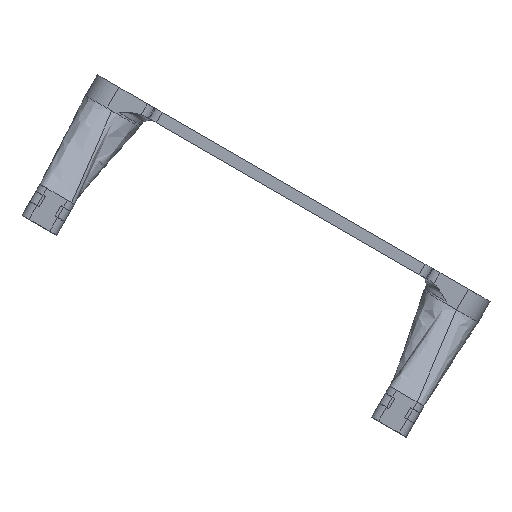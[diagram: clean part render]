
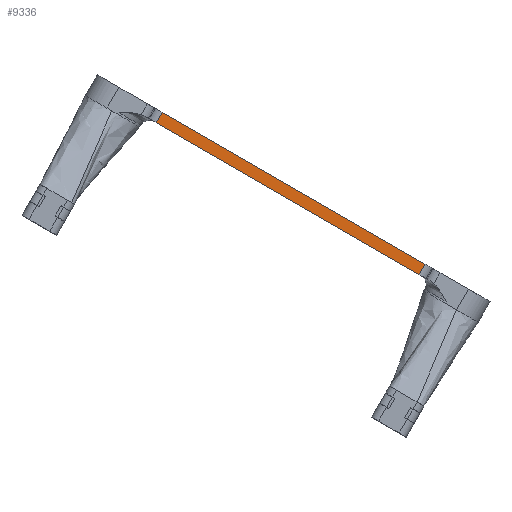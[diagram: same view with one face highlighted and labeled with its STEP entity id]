
A CAD part, left-side view. The second image highlights one B-rep face of the part: STEP entity #9336.
In plain terms, the highlighted planar face has unit normal (-1, 0, 0).
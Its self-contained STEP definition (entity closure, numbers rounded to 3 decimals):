
#3231 = PLANE('',#3232);
#3232 = AXIS2_PLACEMENT_3D('',#3233,#3234,#3235);
#3233 = CARTESIAN_POINT('',(224.277,-66.913,
    203.094));
#3234 = DIRECTION('',(0.,-0.5,0.866)
  );
#3235 = DIRECTION('',(-1.,0.,0.));
#3387 = VERTEX_POINT('',#3388);
#3388 = CARTESIAN_POINT('',(216.777,-45.082,
    215.699));
#3407 = CYLINDRICAL_SURFACE('',#3408,5.);
#3408 = AXIS2_PLACEMENT_3D('',#3409,#3410,#3411);
#3409 = CARTESIAN_POINT('',(211.777,-50.082,
    224.359));
#3410 = DIRECTION('',(0.,0.5,-0.866
    ));
#3411 = DIRECTION('',(1.,0.,0.));
#3419 = EDGE_CURVE('',#3420,#3387,#3422,.T.);
#3420 = VERTEX_POINT('',#3421);
#3421 = CARTESIAN_POINT('',(216.777,86.801,
    291.841));
#3422 = SURFACE_CURVE('',#3423,(#3427,#3434),.PCURVE_S1.);
#3423 = LINE('',#3424,#3425);
#3424 = CARTESIAN_POINT('',(216.777,-73.265,
    199.427));
#3425 = VECTOR('',#3426,1.);
#3426 = DIRECTION('',(0.,-0.866,-0.5));
#3427 = PCURVE('',#3231,#3428);
#3428 = DEFINITIONAL_REPRESENTATION('',(#3429),#3433);
#3429 = LINE('',#3430,#3431);
#3430 = CARTESIAN_POINT('',(7.5,7.334));
#3431 = VECTOR('',#3432,1.);
#3432 = DIRECTION('',(0.,1.));
#3433 = ( GEOMETRIC_REPRESENTATION_CONTEXT(2) 
PARAMETRIC_REPRESENTATION_CONTEXT() REPRESENTATION_CONTEXT('2D SPACE',''
  ) );
#3434 = PCURVE('',#3435,#3440);
#3435 = PLANE('',#3436);
#3436 = AXIS2_PLACEMENT_3D('',#3437,#3438,#3439);
#3437 = CARTESIAN_POINT('',(216.777,-78.265,
    208.088));
#3438 = DIRECTION('',(-1.,0.,0.));
#3439 = DIRECTION('',(0.,0.5,-0.866
    ));
#3440 = DEFINITIONAL_REPRESENTATION('',(#3441),#3445);
#3441 = LINE('',#3442,#3443);
#3442 = CARTESIAN_POINT('',(10.,0.));
#3443 = VECTOR('',#3444,1.);
#3444 = DIRECTION('',(0.,1.));
#3445 = ( GEOMETRIC_REPRESENTATION_CONTEXT(2) 
PARAMETRIC_REPRESENTATION_CONTEXT() REPRESENTATION_CONTEXT('2D SPACE',''
  ) );
#3466 = CYLINDRICAL_SURFACE('',#3467,5.);
#3467 = AXIS2_PLACEMENT_3D('',#3468,#3469,#3470);
#3468 = CARTESIAN_POINT('',(211.777,81.801,
    300.501));
#3469 = DIRECTION('',(0.,0.5,-0.866
    ));
#3470 = DIRECTION('',(1.,0.,0.));
#3638 = PLANE('',#3639);
#3639 = AXIS2_PLACEMENT_3D('',#3640,#3641,#3642);
#3640 = CARTESIAN_POINT('',(224.277,-69.913,
    208.291));
#3641 = DIRECTION('',(0.,-0.5,0.866)
  );
#3642 = DIRECTION('',(-1.,0.,0.));
#3987 = VERTEX_POINT('',#3988);
#3988 = CARTESIAN_POINT('',(216.777,83.801,
    297.037));
#4010 = EDGE_CURVE('',#4011,#3987,#4013,.T.);
#4011 = VERTEX_POINT('',#4012);
#4012 = CARTESIAN_POINT('',(216.777,-48.082,
    220.895));
#4013 = SURFACE_CURVE('',#4014,(#4018,#4025),.PCURVE_S1.);
#4014 = LINE('',#4015,#4016);
#4015 = CARTESIAN_POINT('',(216.777,-69.913,
    208.291));
#4016 = VECTOR('',#4017,1.);
#4017 = DIRECTION('',(0.,0.866,0.5));
#4018 = PCURVE('',#3638,#4019);
#4019 = DEFINITIONAL_REPRESENTATION('',(#4020),#4024);
#4020 = LINE('',#4021,#4022);
#4021 = CARTESIAN_POINT('',(7.5,0.));
#4022 = VECTOR('',#4023,1.);
#4023 = DIRECTION('',(0.,-1.));
#4024 = ( GEOMETRIC_REPRESENTATION_CONTEXT(2) 
PARAMETRIC_REPRESENTATION_CONTEXT() REPRESENTATION_CONTEXT('2D SPACE',''
  ) );
#4025 = PCURVE('',#3435,#4026);
#4026 = DEFINITIONAL_REPRESENTATION('',(#4027),#4031);
#4027 = LINE('',#4028,#4029);
#4028 = CARTESIAN_POINT('',(4.,-7.334));
#4029 = VECTOR('',#4030,1.);
#4030 = DIRECTION('',(0.,-1.));
#4031 = ( GEOMETRIC_REPRESENTATION_CONTEXT(2) 
PARAMETRIC_REPRESENTATION_CONTEXT() REPRESENTATION_CONTEXT('2D SPACE',''
  ) );
#9336 = ADVANCED_FACE('',(#9337),#3435,.T.);
#9337 = FACE_BOUND('',#9338,.T.);
#9338 = EDGE_LOOP('',(#9339,#9340,#9361,#9362));
#9339 = ORIENTED_EDGE('',*,*,#3419,.T.);
#9340 = ORIENTED_EDGE('',*,*,#9341,.F.);
#9341 = EDGE_CURVE('',#4011,#3387,#9342,.T.);
#9342 = SURFACE_CURVE('',#9343,(#9347,#9354),.PCURVE_S1.);
#9343 = LINE('',#9344,#9345);
#9344 = CARTESIAN_POINT('',(216.777,-50.082,
    224.359));
#9345 = VECTOR('',#9346,1.);
#9346 = DIRECTION('',(0.,0.5,-0.866
    ));
#9347 = PCURVE('',#3435,#9348);
#9348 = DEFINITIONAL_REPRESENTATION('',(#9349),#9353);
#9349 = LINE('',#9350,#9351);
#9350 = CARTESIAN_POINT('',(0.,-32.542));
#9351 = VECTOR('',#9352,1.);
#9352 = DIRECTION('',(1.,0.));
#9353 = ( GEOMETRIC_REPRESENTATION_CONTEXT(2) 
PARAMETRIC_REPRESENTATION_CONTEXT() REPRESENTATION_CONTEXT('2D SPACE',''
  ) );
#9354 = PCURVE('',#3407,#9355);
#9355 = DEFINITIONAL_REPRESENTATION('',(#9356),#9360);
#9356 = LINE('',#9357,#9358);
#9357 = CARTESIAN_POINT('',(0.,0.));
#9358 = VECTOR('',#9359,1.);
#9359 = DIRECTION('',(0.,1.));
#9360 = ( GEOMETRIC_REPRESENTATION_CONTEXT(2) 
PARAMETRIC_REPRESENTATION_CONTEXT() REPRESENTATION_CONTEXT('2D SPACE',''
  ) );
#9361 = ORIENTED_EDGE('',*,*,#4010,.T.);
#9362 = ORIENTED_EDGE('',*,*,#9363,.F.);
#9363 = EDGE_CURVE('',#3420,#3987,#9364,.T.);
#9364 = SURFACE_CURVE('',#9365,(#9369,#9376),.PCURVE_S1.);
#9365 = LINE('',#9366,#9367);
#9366 = CARTESIAN_POINT('',(216.777,81.801,
    300.501));
#9367 = VECTOR('',#9368,1.);
#9368 = DIRECTION('',(0.,-0.5,0.866)
  );
#9369 = PCURVE('',#3435,#9370);
#9370 = DEFINITIONAL_REPRESENTATION('',(#9371),#9375);
#9371 = LINE('',#9372,#9373);
#9372 = CARTESIAN_POINT('',(0.,-184.828));
#9373 = VECTOR('',#9374,1.);
#9374 = DIRECTION('',(-1.,0.));
#9375 = ( GEOMETRIC_REPRESENTATION_CONTEXT(2) 
PARAMETRIC_REPRESENTATION_CONTEXT() REPRESENTATION_CONTEXT('2D SPACE',''
  ) );
#9376 = PCURVE('',#3466,#9377);
#9377 = DEFINITIONAL_REPRESENTATION('',(#9378),#9382);
#9378 = LINE('',#9379,#9380);
#9379 = CARTESIAN_POINT('',(6.283,0.));
#9380 = VECTOR('',#9381,1.);
#9381 = DIRECTION('',(0.,-1.));
#9382 = ( GEOMETRIC_REPRESENTATION_CONTEXT(2) 
PARAMETRIC_REPRESENTATION_CONTEXT() REPRESENTATION_CONTEXT('2D SPACE',''
  ) );
